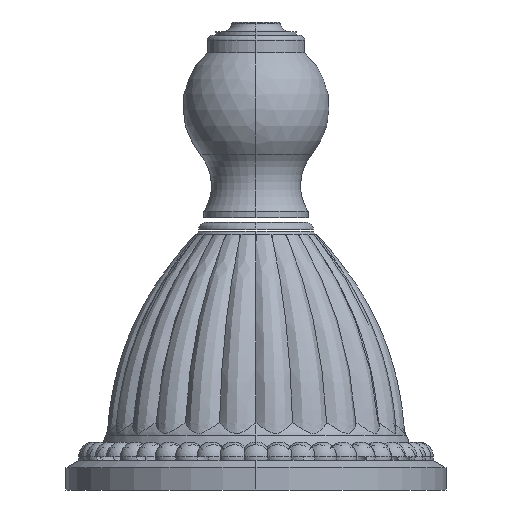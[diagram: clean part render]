
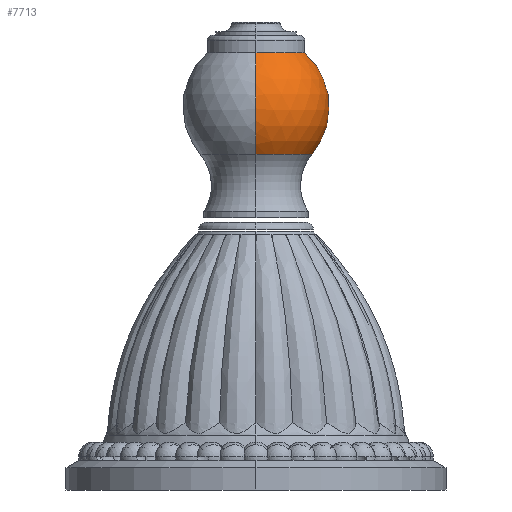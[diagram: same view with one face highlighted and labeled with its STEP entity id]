
A CAD part, left-side view. The second image highlights one B-rep face of the part: STEP entity #7713.
In plain terms, the highlighted spherical face has radius 12.573 mm.
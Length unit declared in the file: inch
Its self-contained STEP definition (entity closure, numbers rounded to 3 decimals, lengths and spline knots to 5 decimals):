
#6968=CARTESIAN_POINT('',(0.372,-0.06894,2.26929));
#7006=CARTESIAN_POINT('',(0.372,0.,2.58849));
#7007=DIRECTION('',(1.,0.,0.));
#7008=DIRECTION('',(0.,0.,1.));
#7009=AXIS2_PLACEMENT_3D('',#7006,#7007,#7008);
#7011=CARTESIAN_POINT('',(0.,0.,2.26929));
#7012=DIRECTION('',(0.,0.,1.));
#7013=DIRECTION('',(-1.,0.,0.));
#7014=AXIS2_PLACEMENT_3D('',#7011,#7012,#7013);
#7016=CARTESIAN_POINT('',(0.,0.,2.58849));
#7017=DIRECTION('',(0.,1.,0.));
#7018=DIRECTION('',(-0.764,0.,-0.645));
#7019=AXIS2_PLACEMENT_3D('',#7016,#7017,#7018);
#7021=CARTESIAN_POINT('',(0.,0.,2.58849));
#7022=DIRECTION('',(0.,-1.,0.));
#7023=DIRECTION('',(0.752,0.,0.66));
#7024=AXIS2_PLACEMENT_3D('',#7021,#7022,#7023);
#7030=CARTESIAN_POINT('',(0.,0.,2.957));
#7031=DIRECTION('',(0.,0.,1.));
#7032=DIRECTION('',(-1.,0.,0.));
#7033=AXIS2_PLACEMENT_3D('',#7030,#7031,#7032);
#7469=CARTESIAN_POINT('',(-0.37833,0.,2.26929));
#7470=VERTEX_POINT('',#7469);
#7471=CARTESIAN_POINT('',(-0.3305,0.,2.957));
#7472=VERTEX_POINT('',#7471);
#7485=CARTESIAN_POINT('',(0.3305,0.,2.957));
#7486=VERTEX_POINT('',#7485);
#7489=CARTESIAN_POINT('',(0.372,0.,2.91505));
#7490=VERTEX_POINT('',#7489);
#7491=VERTEX_POINT('',#6968);
#7699=CARTESIAN_POINT('',(0.,0.,2.58849));
#7700=DIRECTION('',(0.,0.,-1.));
#7701=DIRECTION('',(1.,0.,0.));
#7702=AXIS2_PLACEMENT_3D('',#7699,#7700,#7701);
#7703=SPHERICAL_SURFACE('',#7702,0.495);
#7705=ORIENTED_EDGE('',*,*,#7704,.T.);
#7706=ORIENTED_EDGE('',*,*,#7683,.F.);
#7707=ORIENTED_EDGE('',*,*,#7597,.T.);
#7709=ORIENTED_EDGE('',*,*,#7708,.T.);
#7710=ORIENTED_EDGE('',*,*,#7593,.F.);
#7711=EDGE_LOOP('',(#7705,#7706,#7707,#7709,#7710));
#7712=FACE_OUTER_BOUND('',#7711,.F.);
#7713=ADVANCED_FACE('',(#7712),#7703,.T.);
#7010=CIRCLE('',#7009,0.32656);
#7015=CIRCLE('',#7014,0.37833);
#7020=CIRCLE('',#7019,0.495);
#7025=CIRCLE('',#7024,0.495);
#7034=CIRCLE('',#7033,0.3305);
#7593=EDGE_CURVE('',#7490,#7486,#7025,.T.);
#7597=EDGE_CURVE('',#7470,#7472,#7020,.T.);
#7683=EDGE_CURVE('',#7470,#7491,#7015,.T.);
#7704=EDGE_CURVE('',#7490,#7491,#7010,.T.);
#7708=EDGE_CURVE('',#7472,#7486,#7034,.T.);
